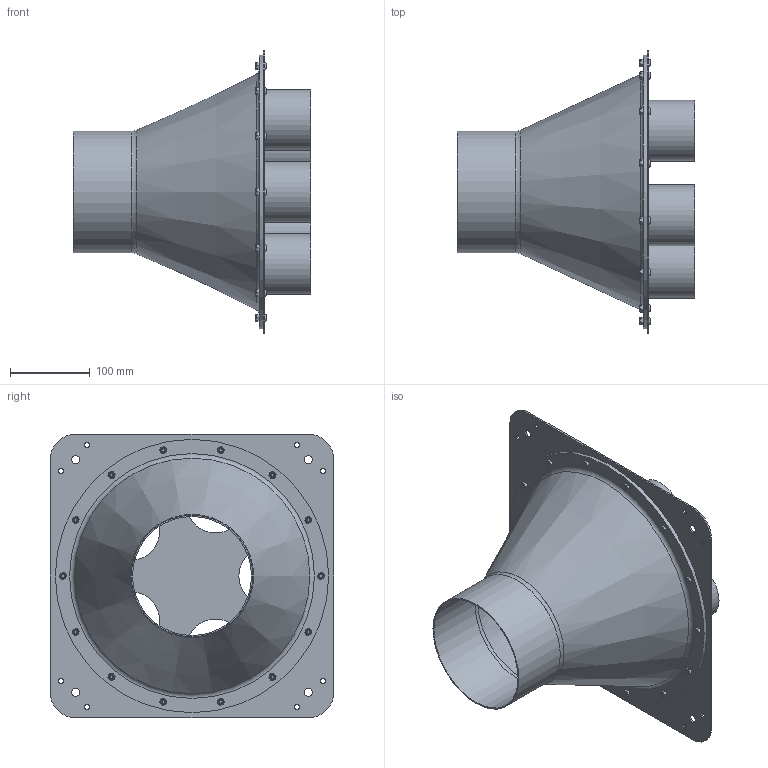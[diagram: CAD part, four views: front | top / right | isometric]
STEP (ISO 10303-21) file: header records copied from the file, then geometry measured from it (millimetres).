
FILE_DESCRIPTION(/* description */ (''),/* implementation_level */ '2;1');
FILE_NAME(/* name */ 'PAM00007_A.stp',/* time_stamp */ '2018-03-19T12:30:03-04:00',/* author */ ('James'),/* organization */ (''),/* preprocessor_version */ 'ST-DEVELOPER v16.5',/* originating_system */ 'Autodesk Inventor 2017',/* authorisation */ '');
FILE_SCHEMA (('AUTOMOTIVE_DESIGN { 1 0 10303 214 3 1 1 }'));
Length unit declared in the file: inch
Products named in the file (1): PAM00007_A
Bounding box: 297.81 x 355.6 x 355.6 mm (x, y, z)
Volume: 665754.6 mm3; surface area: 684935.3 mm2
Topology: 1 solids, 1 shells, 457 faces, 1029 edges, 639 vertices
Faces by surface type: cone 198, plane 141, cylinder 58, bspline 28, torus 18, sphere 14
Full cylindrical faces by diameter (mm): 6.35 x8, 9.5 x14, 10.312 x4, 72.898 x5, 76.2 x5, 149.352 x1, 152.4 x1, 304.8 x1, 342.9 x1
Entity records: 25840 total; most frequent: CARTESIAN_POINT 17554, ORIENTED_EDGE 1732, DIRECTION 1624, EDGE_CURVE 866, AXIS2_PLACEMENT_3D 762, EDGE_LOOP 616, VERTEX_POINT 564, FACE_OUTER_BOUND 443
